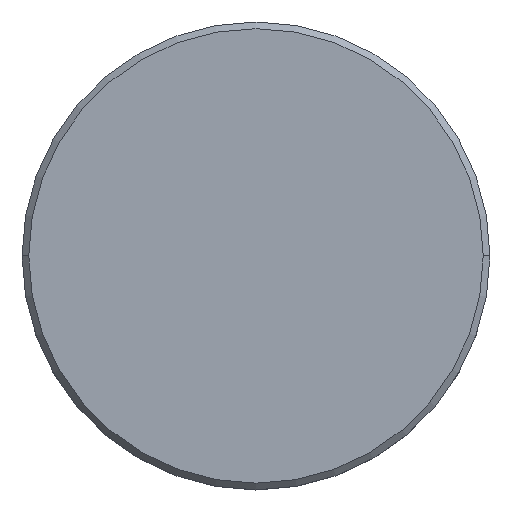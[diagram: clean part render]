
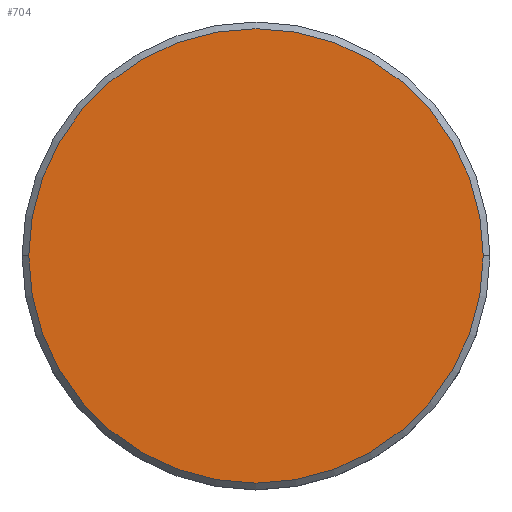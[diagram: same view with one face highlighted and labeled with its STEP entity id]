
A CAD part, top view. The second image highlights one B-rep face of the part: STEP entity #704.
In plain terms, the highlighted planar face has unit normal (0, 0, 1).
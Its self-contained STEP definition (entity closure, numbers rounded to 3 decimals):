
#31 = VERTEX_POINT ( 'NONE', #429 ) ;
#49 = VERTEX_POINT ( 'NONE', #1065 ) ;
#76 = ORIENTED_EDGE ( 'NONE', *, *, #1126, .T. ) ;
#149 = CIRCLE ( 'NONE', #301, 17. ) ;
#155 = EDGE_LOOP ( 'NONE', ( #76, #1002 ) ) ;
#191 = DIRECTION ( 'NONE',  ( 0., 0., 1. ) ) ;
#226 = DIRECTION ( 'NONE',  ( 0., 0., 1. ) ) ;
#239 = FACE_OUTER_BOUND ( 'NONE', #155, .T. ) ;
#301 = AXIS2_PLACEMENT_3D ( 'NONE', #1179, #1094, #930 ) ;
#369 = CARTESIAN_POINT ( 'NONE',  ( 0., 0., 0. ) ) ;
#429 = CARTESIAN_POINT ( 'NONE',  ( 17., 0., 0. ) ) ;
#676 = DIRECTION ( 'NONE',  ( 1., 0., 0. ) ) ;
#704 = ADVANCED_FACE ( 'NONE', ( #239 ), #1104, .T. ) ;
#761 = EDGE_CURVE ( 'NONE', #31, #49, #770, .T. ) ;
#770 = CIRCLE ( 'NONE', #785, 17. ) ;
#785 = AXIS2_PLACEMENT_3D ( 'NONE', #1130, #226, #676 ) ;
#794 = DIRECTION ( 'NONE',  ( 1., 0., 0. ) ) ;
#930 = DIRECTION ( 'NONE',  ( 1., 0., 0. ) ) ;
#1002 = ORIENTED_EDGE ( 'NONE', *, *, #761, .T. ) ;
#1049 = AXIS2_PLACEMENT_3D ( 'NONE', #369, #191, #794 ) ;
#1065 = CARTESIAN_POINT ( 'NONE',  ( -17., 0., 0. ) ) ;
#1094 = DIRECTION ( 'NONE',  ( 0., 0., 1. ) ) ;
#1104 = PLANE ( 'NONE',  #1049 ) ;
#1126 = EDGE_CURVE ( 'NONE', #49, #31, #149, .T. ) ;
#1130 = CARTESIAN_POINT ( 'NONE',  ( 0., 0., 0. ) ) ;
#1179 = CARTESIAN_POINT ( 'NONE',  ( 0., 0., 0. ) ) ;
